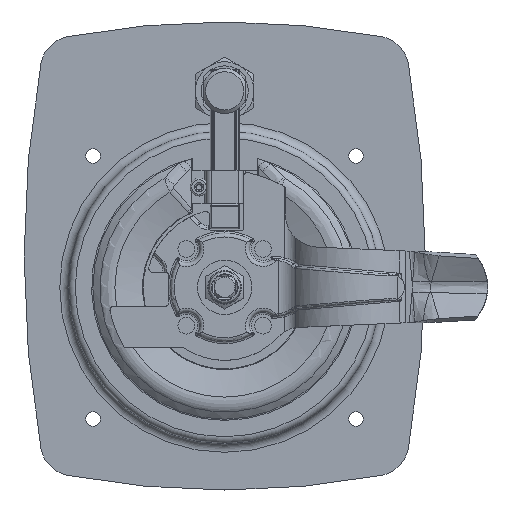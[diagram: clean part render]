
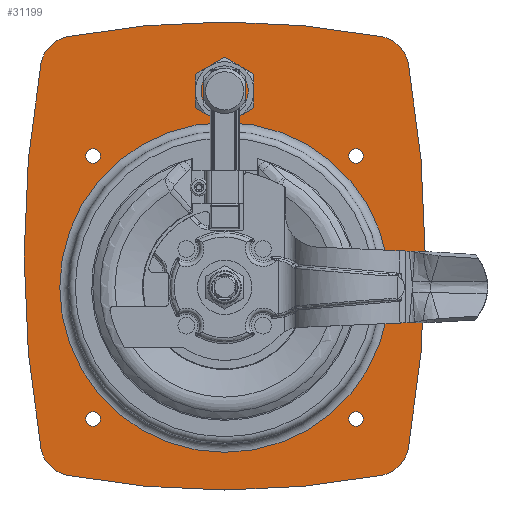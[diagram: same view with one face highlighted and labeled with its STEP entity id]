
A CAD part, top view. The second image highlights one B-rep face of the part: STEP entity #31199.
In plain terms, the highlighted planar face has unit normal (0, 0, 1).
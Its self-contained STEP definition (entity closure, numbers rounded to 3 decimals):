
#1643=FACE_BOUND('',#4903,.T.);
#1644=FACE_BOUND('',#4904,.T.);
#1645=FACE_BOUND('',#4905,.T.);
#1646=FACE_BOUND('',#4906,.T.);
#1647=FACE_BOUND('',#4907,.T.);
#1648=FACE_BOUND('',#4908,.T.);
#1940=PLANE('',#33716);
#2942=FACE_OUTER_BOUND('',#4902,.T.);
#4902=EDGE_LOOP('',(#21300,#21301,#21302,#21303,#21304,#21305,#21306,#21307));
#4903=EDGE_LOOP('',(#21308,#21309,#21310,#21311));
#4904=EDGE_LOOP('',(#21312));
#4905=EDGE_LOOP('',(#21313));
#4906=EDGE_LOOP('',(#21314));
#4907=EDGE_LOOP('',(#21315));
#4908=EDGE_LOOP('',(#21316));
#6940=LINE('',#45503,#9399);
#6944=LINE('',#45515,#9403);
#9399=VECTOR('',#36783,0.394);
#9403=VECTOR('',#36795,0.394);
#11859=CIRCLE('',#33638,0.37);
#11861=CIRCLE('',#33642,0.37);
#11863=CIRCLE('',#33645,0.11);
#11865=CIRCLE('',#33648,0.11);
#11867=CIRCLE('',#33651,0.11);
#11869=CIRCLE('',#33654,0.11);
#11907=CIRCLE('',#33715,2.467);
#11908=CIRCLE('',#33717,12.692);
#11909=CIRCLE('',#33718,0.5);
#11910=CIRCLE('',#33719,16.527);
#11911=CIRCLE('',#33720,0.5);
#11912=CIRCLE('',#33721,12.692);
#11913=CIRCLE('',#33722,0.5);
#11914=CIRCLE('',#33723,16.527);
#11915=CIRCLE('',#33724,0.5);
#13244=VERTEX_POINT('',#45500);
#13245=VERTEX_POINT('',#45502);
#13247=VERTEX_POINT('',#45508);
#13249=VERTEX_POINT('',#45514);
#13251=VERTEX_POINT('',#45523);
#13253=VERTEX_POINT('',#45529);
#13255=VERTEX_POINT('',#45535);
#13257=VERTEX_POINT('',#45541);
#13315=VERTEX_POINT('',#46147);
#13316=VERTEX_POINT('',#46151);
#13317=VERTEX_POINT('',#46152);
#13318=VERTEX_POINT('',#46154);
#13319=VERTEX_POINT('',#46156);
#13320=VERTEX_POINT('',#46158);
#13321=VERTEX_POINT('',#46160);
#13322=VERTEX_POINT('',#46162);
#13323=VERTEX_POINT('',#46164);
#16264=EDGE_CURVE('',#13245,#13244,#6940,.T.);
#16267=EDGE_CURVE('',#13247,#13245,#11859,.T.);
#16270=EDGE_CURVE('',#13249,#13247,#6944,.T.);
#16273=EDGE_CURVE('',#13244,#13249,#11861,.T.);
#16276=EDGE_CURVE('',#13251,#13251,#11863,.T.);
#16279=EDGE_CURVE('',#13253,#13253,#11865,.T.);
#16282=EDGE_CURVE('',#13255,#13255,#11867,.T.);
#16285=EDGE_CURVE('',#13257,#13257,#11869,.T.);
#16376=EDGE_CURVE('',#13315,#13315,#11907,.T.);
#16377=EDGE_CURVE('',#13316,#13317,#11908,.T.);
#16378=EDGE_CURVE('',#13318,#13316,#11909,.T.);
#16379=EDGE_CURVE('',#13319,#13318,#11910,.T.);
#16380=EDGE_CURVE('',#13320,#13319,#11911,.T.);
#16381=EDGE_CURVE('',#13321,#13320,#11912,.T.);
#16382=EDGE_CURVE('',#13322,#13321,#11913,.T.);
#16383=EDGE_CURVE('',#13323,#13322,#11914,.T.);
#16384=EDGE_CURVE('',#13317,#13323,#11915,.T.);
#21300=ORIENTED_EDGE('',*,*,#16377,.F.);
#21301=ORIENTED_EDGE('',*,*,#16378,.F.);
#21302=ORIENTED_EDGE('',*,*,#16379,.F.);
#21303=ORIENTED_EDGE('',*,*,#16380,.F.);
#21304=ORIENTED_EDGE('',*,*,#16381,.F.);
#21305=ORIENTED_EDGE('',*,*,#16382,.F.);
#21306=ORIENTED_EDGE('',*,*,#16383,.F.);
#21307=ORIENTED_EDGE('',*,*,#16384,.F.);
#21308=ORIENTED_EDGE('',*,*,#16270,.T.);
#21309=ORIENTED_EDGE('',*,*,#16267,.T.);
#21310=ORIENTED_EDGE('',*,*,#16264,.T.);
#21311=ORIENTED_EDGE('',*,*,#16273,.T.);
#21312=ORIENTED_EDGE('',*,*,#16276,.T.);
#21313=ORIENTED_EDGE('',*,*,#16279,.T.);
#21314=ORIENTED_EDGE('',*,*,#16282,.T.);
#21315=ORIENTED_EDGE('',*,*,#16285,.T.);
#21316=ORIENTED_EDGE('',*,*,#16376,.F.);
#31199=ADVANCED_FACE('',(#2942,#1643,#1644,#1645,#1646,#1647,#1648),#1940,
 .T.);
#33638=AXIS2_PLACEMENT_3D('',#45509,#36789,#36790);
#33642=AXIS2_PLACEMENT_3D('',#45519,#36801,#36802);
#33645=AXIS2_PLACEMENT_3D('',#45525,#36808,#36809);
#33648=AXIS2_PLACEMENT_3D('',#45531,#36815,#36816);
#33651=AXIS2_PLACEMENT_3D('',#45537,#36822,#36823);
#33654=AXIS2_PLACEMENT_3D('',#45543,#36829,#36830);
#33715=AXIS2_PLACEMENT_3D('',#46149,#36964,#36965);
#33716=AXIS2_PLACEMENT_3D('',#46150,#36966,#36967);
#33717=AXIS2_PLACEMENT_3D('',#46153,#36968,#36969);
#33718=AXIS2_PLACEMENT_3D('',#46155,#36970,#36971);
#33719=AXIS2_PLACEMENT_3D('',#46157,#36972,#36973);
#33720=AXIS2_PLACEMENT_3D('',#46159,#36974,#36975);
#33721=AXIS2_PLACEMENT_3D('',#46161,#36976,#36977);
#33722=AXIS2_PLACEMENT_3D('',#46163,#36978,#36979);
#33723=AXIS2_PLACEMENT_3D('',#46165,#36980,#36981);
#33724=AXIS2_PLACEMENT_3D('',#46166,#36982,#36983);
#36783=DIRECTION('',(0.,1.,0.));
#36789=DIRECTION('center_axis',(0.,0.,-1.));
#36790=DIRECTION('ref_axis',(-0.851,-0.525,0.));
#36795=DIRECTION('',(0.,-1.,0.));
#36801=DIRECTION('center_axis',(0.,0.,-1.));
#36802=DIRECTION('ref_axis',(0.851,0.525,0.));
#36808=DIRECTION('center_axis',(0.,0.,-1.));
#36809=DIRECTION('ref_axis',(1.,0.,0.));
#36815=DIRECTION('center_axis',(0.,0.,-1.));
#36816=DIRECTION('ref_axis',(1.,0.,0.));
#36822=DIRECTION('center_axis',(0.,0.,-1.));
#36823=DIRECTION('ref_axis',(1.,0.,0.));
#36829=DIRECTION('center_axis',(0.,0.,-1.));
#36830=DIRECTION('ref_axis',(1.,0.,0.));
#36964=DIRECTION('center_axis',(0.,0.,1.));
#36965=DIRECTION('ref_axis',(-1.,0.,0.));
#36966=DIRECTION('center_axis',(0.,0.,1.));
#36967=DIRECTION('ref_axis',(1.,0.,0.));
#36968=DIRECTION('center_axis',(0.,0.,-1.));
#36969=DIRECTION('ref_axis',(0.185,0.983,0.));
#36970=DIRECTION('center_axis',(0.,0.,-1.));
#36971=DIRECTION('ref_axis',(-0.185,0.983,0.));
#36972=DIRECTION('center_axis',(0.,0.,-1.));
#36973=DIRECTION('ref_axis',(-0.985,0.174,0.));
#36974=DIRECTION('center_axis',(0.,0.,-1.));
#36975=DIRECTION('ref_axis',(-0.985,-0.174,0.));
#36976=DIRECTION('center_axis',(0.,0.,-1.));
#36977=DIRECTION('ref_axis',(-0.185,-0.983,0.));
#36978=DIRECTION('center_axis',(0.,0.,-1.));
#36979=DIRECTION('ref_axis',(0.185,-0.983,0.));
#36980=DIRECTION('center_axis',(0.,0.,-1.));
#36981=DIRECTION('ref_axis',(0.985,-0.174,0.));
#36982=DIRECTION('center_axis',(0.,0.,-1.));
#36983=DIRECTION('ref_axis',(0.985,0.174,0.));
#45500=CARTESIAN_POINT('',(-0.315,-2.744,0.042));
#45502=CARTESIAN_POINT('',(-0.315,-3.132,0.042));
#45503=CARTESIAN_POINT('',(-0.315,-1.607,0.042));
#45508=CARTESIAN_POINT('',(0.315,-3.132,0.042));
#45509=CARTESIAN_POINT('Origin',(0.,-2.938,0.042));
#45514=CARTESIAN_POINT('',(0.315,-2.744,0.042));
#45515=CARTESIAN_POINT('',(0.315,-1.801,0.042));
#45519=CARTESIAN_POINT('Origin',(0.,-2.938,0.042));
#45523=CARTESIAN_POINT('',(1.858,-1.966,0.042));
#45525=CARTESIAN_POINT('Origin',(1.967,-1.966,0.042));
#45529=CARTESIAN_POINT('',(-2.076,-1.966,0.042));
#45531=CARTESIAN_POINT('Origin',(-1.966,-1.966,0.042));
#45535=CARTESIAN_POINT('',(-2.076,1.967,0.042));
#45537=CARTESIAN_POINT('Origin',(-1.966,1.967,0.042));
#45541=CARTESIAN_POINT('',(1.858,1.967,0.042));
#45543=CARTESIAN_POINT('Origin',(1.967,1.967,0.042));
#46147=CARTESIAN_POINT('',(2.467,0.,0.042));
#46149=CARTESIAN_POINT('Origin',(0.,0.,0.042));
#46150=CARTESIAN_POINT('Origin',(0.,-0.47,
0.042));
#46151=CARTESIAN_POINT('',(-2.348,2.811,0.042));
#46152=CARTESIAN_POINT('',(2.348,2.811,0.042));
#46153=CARTESIAN_POINT('Origin',(0.,-9.662,0.042));
#46154=CARTESIAN_POINT('',(-2.748,2.407,0.042));
#46155=CARTESIAN_POINT('Origin',(-2.255,2.32,0.042));
#46156=CARTESIAN_POINT('',(-2.748,-3.347,0.042));
#46157=CARTESIAN_POINT('Origin',(13.527,-0.47,0.042));
#46158=CARTESIAN_POINT('',(-2.348,-3.751,0.042));
#46159=CARTESIAN_POINT('Origin',(-2.255,-3.26,0.042));
#46160=CARTESIAN_POINT('',(2.348,-3.751,0.042));
#46161=CARTESIAN_POINT('Origin',(0.,8.722,0.042));
#46162=CARTESIAN_POINT('',(2.748,-3.347,0.042));
#46163=CARTESIAN_POINT('Origin',(2.255,-3.26,0.042));
#46164=CARTESIAN_POINT('',(2.748,2.407,0.042));
#46165=CARTESIAN_POINT('Origin',(-13.527,-0.47,0.042));
#46166=CARTESIAN_POINT('Origin',(2.255,2.32,0.042));
